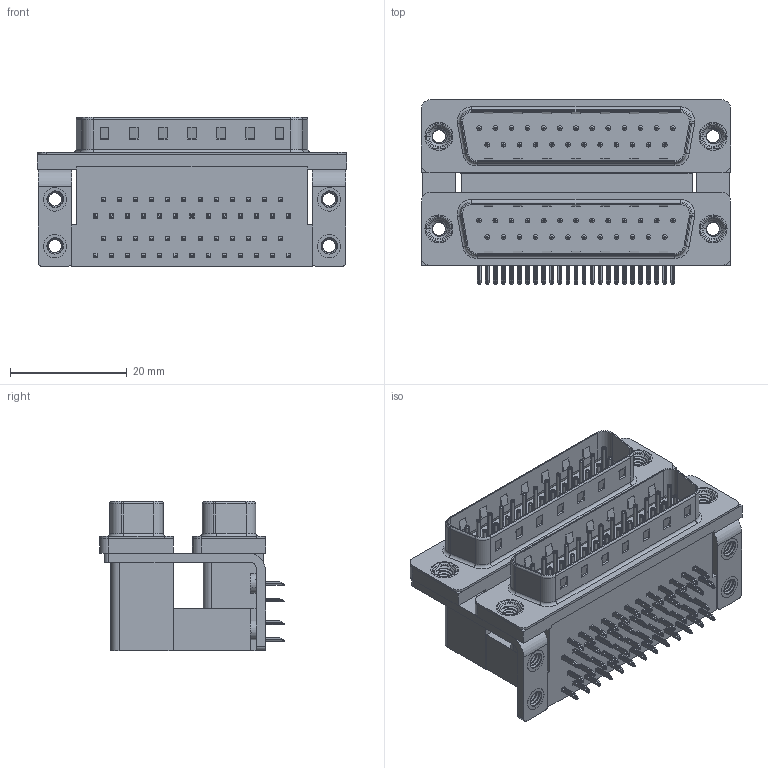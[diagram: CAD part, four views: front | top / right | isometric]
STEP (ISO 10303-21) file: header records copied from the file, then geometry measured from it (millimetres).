
FILE_DESCRIPTION (( 'STEP AP203' ), '1' );
FILE_NAME ('661-025-364-052.STEP', '2020-09-11T00:07:41', ( '' ), ( '' ), 'SwSTEP 2.0', 'SolidWorks 2020', '' );
FILE_SCHEMA (( 'CONFIG_CONTROL_DESIGN' ));
Length unit declared in the file: millimetre
Products named in the file (12): 661 Contact Top Upper_L; 661 Shell_25 Contacts; 661 Contact Top Lower; 661 Housing Upper_25 Contacts L; 661 Contact Bottom Lower; 661-025-364-052; 661 4-40 Threaded Board Mount; 661 Mounting Bracket_ThruL; 661 Housing Spacer_25 Contacts L; 661 Threaded Rivet_4-40; 661 Housing Lower_25 Contacts; 661 Contact Bottom Upper_L
Assembly tree (65 placements, depth 2):
  661-025-364-052
    661 Housing Lower_25 Contacts
    661 Housing Spacer_25 Contacts L
    661 Housing Upper_25 Contacts L
    661 Shell_25 Contacts  x2
    661 Contact Bottom Lower  x12
    661 Contact Top Lower  x13
    661 Contact Bottom Upper_L  x12
    661 Contact Top Upper_L  x13
    661 Mounting Bracket_ThruL  x2
    661 4-40 Threaded Board Mount  x4
    661 Threaded Rivet_4-40  x4
Bounding box: 53.04 x 31.61 x 25.6 mm (x, y, z)
Volume: 20307.8 mm3; surface area: 21492.7 mm2
Topology: 65 solids, 65 shells, 4754 faces, 11796 edges, 7302 vertices
Faces by surface type: plane 2950, cylinder 1358, torus 362, cone 60, bspline 24
Entity records: 42652 total; most frequent: CARTESIAN_POINT 9509, DIRECTION 6285, ORIENTED_EDGE 6180, EDGE_CURVE 3090, VECTOR 2313, LINE 2313, VERTEX_POINT 1994, AXIS2_PLACEMENT_3D 1986
